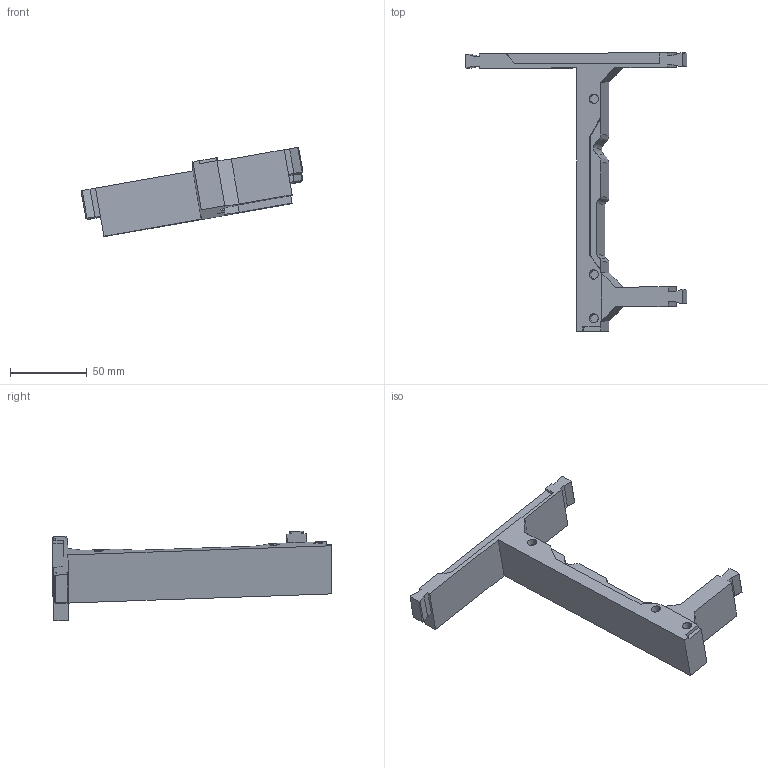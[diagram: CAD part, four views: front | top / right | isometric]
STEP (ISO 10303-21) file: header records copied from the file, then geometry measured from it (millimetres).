
FILE_DESCRIPTION (( 'STEP AP214' ), '1' );
FILE_NAME ('Left Sub-Console Rail.STEP', '2021-05-02T02:57:03', ( '' ), ( '' ), 'SwSTEP 2.0', 'SolidWorks 2019', '' );
FILE_SCHEMA (( 'AUTOMOTIVE_DESIGN' ));
Length unit declared in the file: inch
Products named in the file (1): Left Sub-Console Rail
Bounding box: 144.28 x 181.23 x 58.22 mm (x, y, z)
Volume: 139483.7 mm3; surface area: 32328.6 mm2
Topology: 1 solids, 1 shells, 95 faces, 252 edges, 162 vertices
Faces by surface type: plane 81, cone 6, cylinder 4, bspline 4
Entity records: 3025 total; most frequent: CARTESIAN_POINT 675, ORIENTED_EDGE 504, DIRECTION 436, EDGE_CURVE 252, LINE 216, VECTOR 216, VERTEX_POINT 162, AXIS2_PLACEMENT_3D 110
